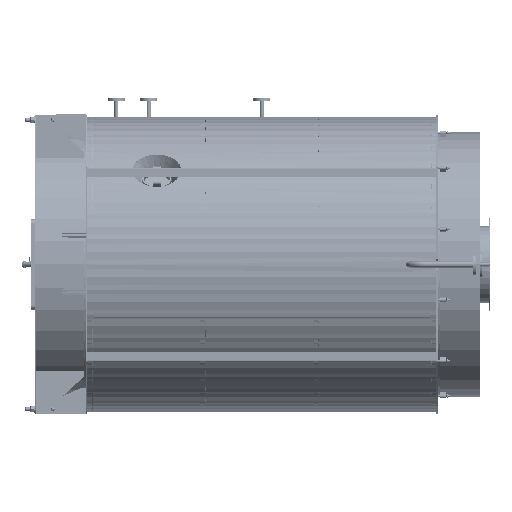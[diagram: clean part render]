
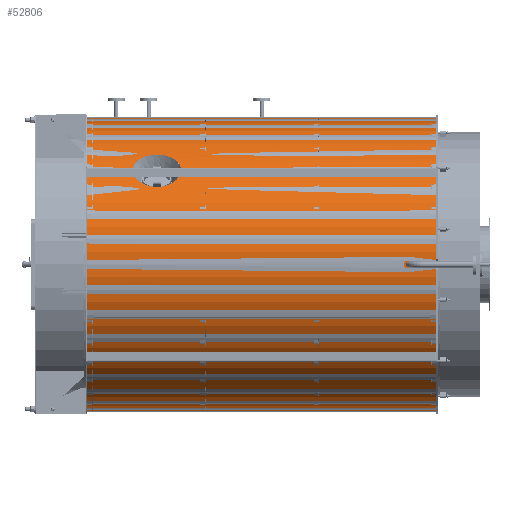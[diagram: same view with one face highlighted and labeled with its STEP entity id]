
A CAD part, front view. The second image highlights one B-rep face of the part: STEP entity #52806.
In plain terms, the highlighted cylindrical face has radius 911 mm (diameter 1822 mm), a partial arc.
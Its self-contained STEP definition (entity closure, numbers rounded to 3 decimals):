
#9941=FACE_BOUND('',#17438,.T.);
#11522=CIRCLE('',#58942,911.);
#11523=CIRCLE('',#58943,911.);
#13137=CYLINDRICAL_SURFACE('',#58941,911.);
#14544=FACE_OUTER_BOUND('',#17437,.T.);
#17437=EDGE_LOOP('',(#42525,#42526,#42527,#42528));
#17438=EDGE_LOOP('',(#42529,#42530));
#19233=B_SPLINE_CURVE_WITH_KNOTS('',3,(#96355,#96356,#96357,#96358,#96359,
#96360,#96361,#96362,#96363,#96364,#96365,#96366,#96367,#96368,#96369,#96370,
#96371,#96372),.UNSPECIFIED.,.F.,.F.,(4,2,2,2,2,2,2,2,4),(0.,2.852,
5.703,8.555,11.407,13.843,16.278,
18.714,21.15),.UNSPECIFIED.);
#19234=B_SPLINE_CURVE_WITH_KNOTS('',3,(#96373,#96374,#96375,#96376,#96377,
#96378,#96379,#96380,#96381,#96382,#96383,#96384,#96385,#96386,#96387,#96388,
#96389,#96390,#96391,#96392,#96393,#96394,#96395,#96396,#96397,#96398,#96399,
#96400,#96401,#96402,#96403,#96404,#96405,#96406,#96407,#96408,#96409,#96410,
#96411,#96412,#96413,#96414,#96415,#96416,#96417,#96418,#96419,#96420,#96421,
#96422),.UNSPECIFIED.,.F.,.F.,(4,2,2,2,2,2,2,2,2,2,2,2,2,2,2,2,2,2,2,2,
2,2,2,2,4),(21.15,23.585,26.021,28.457,
30.893,33.744,36.596,39.448,42.299,
45.151,48.003,50.855,53.706,56.142,
58.578,61.013,63.449,65.885,68.321,
70.756,73.192,76.044,78.895,81.747,
84.599),.UNSPECIFIED.);
#20830=LINE('',#96500,#24280);
#20836=LINE('',#96515,#24286);
#24280=VECTOR('',#70028,10.);
#24286=VECTOR('',#70042,10.);
#28265=VERTEX_POINT('',#96353);
#28266=VERTEX_POINT('',#96354);
#28269=VERTEX_POINT('',#96496);
#28271=VERTEX_POINT('',#96499);
#28275=VERTEX_POINT('',#96511);
#28276=VERTEX_POINT('',#96513);
#33411=EDGE_CURVE('',#28265,#28266,#19233,.T.);
#33412=EDGE_CURVE('',#28266,#28265,#19234,.T.);
#33417=EDGE_CURVE('',#28269,#28271,#20830,.T.);
#33425=EDGE_CURVE('',#28275,#28276,#20836,.T.);
#33426=EDGE_CURVE('',#28275,#28269,#11522,.T.);
#33427=EDGE_CURVE('',#28271,#28276,#11523,.T.);
#42525=ORIENTED_EDGE('',*,*,#33426,.F.);
#42526=ORIENTED_EDGE('',*,*,#33425,.T.);
#42527=ORIENTED_EDGE('',*,*,#33427,.F.);
#42528=ORIENTED_EDGE('',*,*,#33417,.F.);
#42529=ORIENTED_EDGE('',*,*,#33411,.T.);
#42530=ORIENTED_EDGE('',*,*,#33412,.T.);
#52806=ADVANCED_FACE('',(#14544,#9941),#13137,.T.);
#58941=AXIS2_PLACEMENT_3D('',#96516,#70043,#70044);
#58942=AXIS2_PLACEMENT_3D('',#96517,#70045,#70046);
#58943=AXIS2_PLACEMENT_3D('',#96518,#70047,#70048);
#70028=DIRECTION('',(0.,0.,1.));
#70042=DIRECTION('',(0.,0.,1.));
#70043=DIRECTION('center_axis',(0.,0.,1.));
#70044=DIRECTION('ref_axis',(0.274,-0.962,0.));
#70045=DIRECTION('center_axis',(0.,0.,-1.));
#70046=DIRECTION('ref_axis',(0.274,-0.962,0.));
#70047=DIRECTION('center_axis',(0.,0.,1.));
#70048=DIRECTION('ref_axis',(0.274,-0.962,0.));
#96353=CARTESIAN_POINT('',(480.001,-774.287,1730.));
#96354=CARTESIAN_POINT('',(585.58,-697.866,1880.));
#96355=CARTESIAN_POINT('Ctrl Pts',(480.001,-774.287,1730.));
#96356=CARTESIAN_POINT('Ctrl Pts',(480.001,-774.287,1739.506));
#96357=CARTESIAN_POINT('Ctrl Pts',(480.684,-773.865,1749.372));
#96358=CARTESIAN_POINT('Ctrl Pts',(483.593,-772.05,1769.089));
#96359=CARTESIAN_POINT('Ctrl Pts',(485.819,-770.658,1778.941));
#96360=CARTESIAN_POINT('Ctrl Pts',(491.749,-766.888,1797.942));
#96361=CARTESIAN_POINT('Ctrl Pts',(495.457,-764.507,1807.102));
#96362=CARTESIAN_POINT('Ctrl Pts',(504.095,-758.838,1824.133));
#96363=CARTESIAN_POINT('Ctrl Pts',(509.026,-755.55,1832.004));
#96364=CARTESIAN_POINT('Ctrl Pts',(518.881,-748.808,1844.968));
#96365=CARTESIAN_POINT('Ctrl Pts',(523.995,-745.25,1850.679));
#96366=CARTESIAN_POINT('Ctrl Pts',(535.092,-737.322,1860.874));
#96367=CARTESIAN_POINT('Ctrl Pts',(541.076,-732.952,1865.358));
#96368=CARTESIAN_POINT('Ctrl Pts',(553.508,-723.609,1872.628));
#96369=CARTESIAN_POINT('Ctrl Pts',(559.968,-718.627,1875.421));
#96370=CARTESIAN_POINT('Ctrl Pts',(572.894,-708.365,1879.107));
#96371=CARTESIAN_POINT('Ctrl Pts',(579.36,-703.085,1880.));
#96372=CARTESIAN_POINT('Ctrl Pts',(585.58,-697.866,1880.));
#96373=CARTESIAN_POINT('Ctrl Pts',(585.58,-697.866,1880.));
#96374=CARTESIAN_POINT('Ctrl Pts',(591.799,-692.648,1880.));
#96375=CARTESIAN_POINT('Ctrl Pts',(598.122,-687.197,1879.107));
#96376=CARTESIAN_POINT('Ctrl Pts',(610.472,-676.249,1875.421));
#96377=CARTESIAN_POINT('Ctrl Pts',(616.5,-670.753,1872.628));
#96378=CARTESIAN_POINT('Ctrl Pts',(627.859,-660.132,1865.358));
#96379=CARTESIAN_POINT('Ctrl Pts',(633.203,-654.998,1860.874));
#96380=CARTESIAN_POINT('Ctrl Pts',(642.937,-645.445,1850.679));
#96381=CARTESIAN_POINT('Ctrl Pts',(647.329,-641.027,1844.968));
#96382=CARTESIAN_POINT('Ctrl Pts',(655.68,-632.492,1832.004));
#96383=CARTESIAN_POINT('Ctrl Pts',(659.775,-628.208,1824.133));
#96384=CARTESIAN_POINT('Ctrl Pts',(666.857,-620.685,1807.102));
#96385=CARTESIAN_POINT('Ctrl Pts',(669.845,-617.447,1797.942));
#96386=CARTESIAN_POINT('Ctrl Pts',(674.588,-612.261,1778.941));
#96387=CARTESIAN_POINT('Ctrl Pts',(676.346,-610.312,1769.089));
#96388=CARTESIAN_POINT('Ctrl Pts',(678.638,-607.762,1749.372));
#96389=CARTESIAN_POINT('Ctrl Pts',(679.172,-607.162,1739.506));
#96390=CARTESIAN_POINT('Ctrl Pts',(679.172,-607.162,1720.494));
#96391=CARTESIAN_POINT('Ctrl Pts',(678.638,-607.762,1710.628));
#96392=CARTESIAN_POINT('Ctrl Pts',(676.346,-610.312,1690.911));
#96393=CARTESIAN_POINT('Ctrl Pts',(674.588,-612.261,1681.059));
#96394=CARTESIAN_POINT('Ctrl Pts',(669.845,-617.447,1662.058));
#96395=CARTESIAN_POINT('Ctrl Pts',(666.857,-620.685,1652.898));
#96396=CARTESIAN_POINT('Ctrl Pts',(659.775,-628.208,1635.867));
#96397=CARTESIAN_POINT('Ctrl Pts',(655.68,-632.492,1627.996));
#96398=CARTESIAN_POINT('Ctrl Pts',(647.329,-641.027,1615.032));
#96399=CARTESIAN_POINT('Ctrl Pts',(642.937,-645.445,1609.321));
#96400=CARTESIAN_POINT('Ctrl Pts',(633.203,-654.998,1599.126));
#96401=CARTESIAN_POINT('Ctrl Pts',(627.859,-660.132,1594.642));
#96402=CARTESIAN_POINT('Ctrl Pts',(616.5,-670.753,1587.372));
#96403=CARTESIAN_POINT('Ctrl Pts',(610.472,-676.249,1584.579));
#96404=CARTESIAN_POINT('Ctrl Pts',(598.122,-687.197,1580.893));
#96405=CARTESIAN_POINT('Ctrl Pts',(591.799,-692.648,1580.));
#96406=CARTESIAN_POINT('Ctrl Pts',(579.36,-703.085,1580.));
#96407=CARTESIAN_POINT('Ctrl Pts',(572.894,-708.365,1580.893));
#96408=CARTESIAN_POINT('Ctrl Pts',(559.968,-718.627,1584.579));
#96409=CARTESIAN_POINT('Ctrl Pts',(553.508,-723.609,1587.372));
#96410=CARTESIAN_POINT('Ctrl Pts',(541.076,-732.952,1594.642));
#96411=CARTESIAN_POINT('Ctrl Pts',(535.092,-737.322,1599.126));
#96412=CARTESIAN_POINT('Ctrl Pts',(523.995,-745.25,1609.321));
#96413=CARTESIAN_POINT('Ctrl Pts',(518.881,-748.808,1615.032));
#96414=CARTESIAN_POINT('Ctrl Pts',(509.026,-755.55,1627.996));
#96415=CARTESIAN_POINT('Ctrl Pts',(504.095,-758.838,1635.867));
#96416=CARTESIAN_POINT('Ctrl Pts',(495.457,-764.507,1652.898));
#96417=CARTESIAN_POINT('Ctrl Pts',(491.749,-766.888,1662.058));
#96418=CARTESIAN_POINT('Ctrl Pts',(485.819,-770.658,1681.059));
#96419=CARTESIAN_POINT('Ctrl Pts',(483.593,-772.05,1690.911));
#96420=CARTESIAN_POINT('Ctrl Pts',(480.684,-773.865,1710.628));
#96421=CARTESIAN_POINT('Ctrl Pts',(480.001,-774.287,1720.494));
#96422=CARTESIAN_POINT('Ctrl Pts',(480.001,-774.287,1730.));
#96496=CARTESIAN_POINT('',(-250.,876.026,0.));
#96499=CARTESIAN_POINT('',(-250.,876.026,2160.));
#96500=CARTESIAN_POINT('',(-250.,876.026,0.));
#96511=CARTESIAN_POINT('',(250.,876.026,0.));
#96513=CARTESIAN_POINT('',(250.,876.026,2160.));
#96515=CARTESIAN_POINT('',(250.,876.026,0.));
#96516=CARTESIAN_POINT('Origin',(0.,0.,0.));
#96517=CARTESIAN_POINT('Origin',(0.,0.,0.));
#96518=CARTESIAN_POINT('Origin',(0.,0.,2160.));
